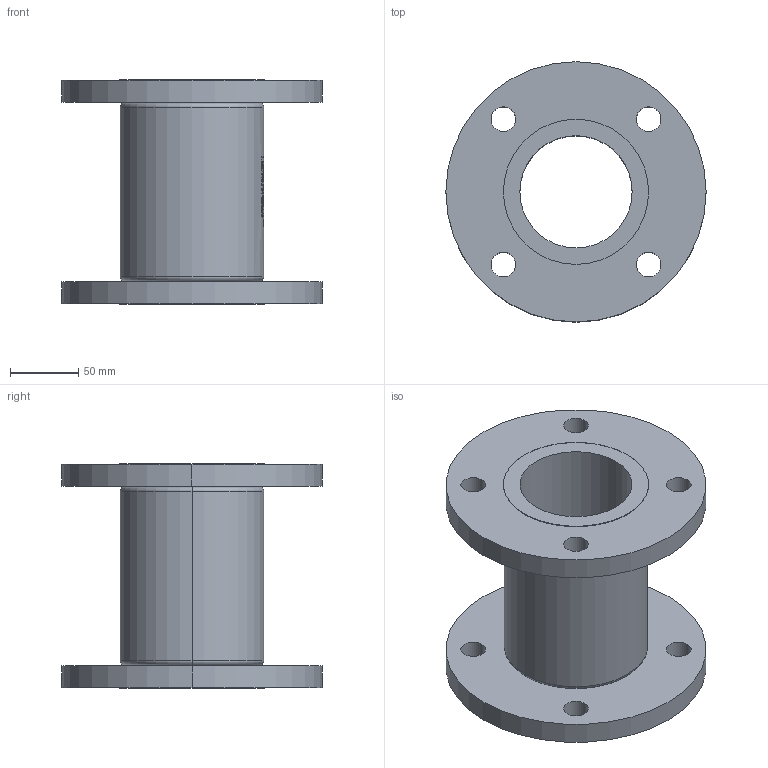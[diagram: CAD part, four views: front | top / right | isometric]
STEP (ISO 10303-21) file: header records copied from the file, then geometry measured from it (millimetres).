
FILE_DESCRIPTION (( 'STEP AP214' ), '1' );
FILE_NAME ('7150000_DN080_PN06_51422033.STEP', '2022-02-02T07:51:10', ( 'axxx' ), ( 'Hewlett-Packard Company' ), 'SwSTEP 2.0', 'SolidWorks 2019', '' );
FILE_SCHEMA (( 'AUTOMOTIVE_DESIGN' ));
Length unit declared in the file: millimetre
Products named in the file (1): 7150000_DN080_PN06_51422033
Bounding box: 190 x 190 x 164 mm (x, y, z)
Volume: 1147488.2 mm3; surface area: 205407.6 mm2
Topology: 1 solids, 1 shells, 547 faces, 1421 edges, 946 vertices
Faces by surface type: bspline 256, plane 233, cylinder 50, torus 8
Entity records: 31143 total; most frequent: CARTESIAN_POINT 19406, ORIENTED_EDGE 2842, DIRECTION 1586, EDGE_CURVE 1421, VERTEX_POINT 946, VECTOR 734, LINE 734, EDGE_LOOP 635
